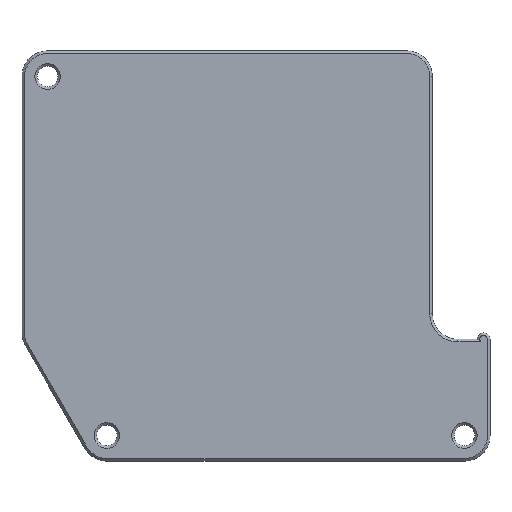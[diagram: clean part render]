
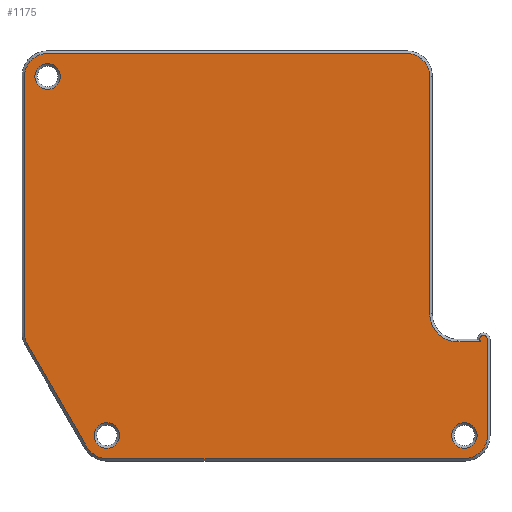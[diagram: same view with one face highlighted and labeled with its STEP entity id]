
A CAD part, top view. The second image highlights one B-rep face of the part: STEP entity #1175.
In plain terms, the highlighted planar face has unit normal (0, 0, 1).
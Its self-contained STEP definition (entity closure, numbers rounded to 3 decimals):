
#449 = VERTEX_POINT('',#450);
#450 = CARTESIAN_POINT('',(30.6,-10.,5.));
#456 = EDGE_CURVE('',#449,#457,#459,.T.);
#457 = VERTEX_POINT('',#458);
#458 = CARTESIAN_POINT('',(30.6,27.,5.));
#459 = LINE('',#460,#461);
#460 = CARTESIAN_POINT('',(30.6,-10.,5.));
#461 = VECTOR('',#462,1.);
#462 = DIRECTION('',(0.,1.,0.));
#1041 = VERTEX_POINT('',#1042);
#1042 = CARTESIAN_POINT('',(35.,-14.4,5.));
#1048 = EDGE_CURVE('',#1041,#449,#1049,.T.);
#1049 = CIRCLE('',#1050,4.4);
#1050 = AXIS2_PLACEMENT_3D('',#1051,#1052,#1053);
#1051 = CARTESIAN_POINT('',(35.,-10.,5.));
#1052 = DIRECTION('',(-0.,-0.,-1.));
#1053 = DIRECTION('',(0.,-1.,0.));
#1175 = ADVANCED_FACE('',(#1176,#1280,#1291,#1302),#1313,.T.);
#1176 = FACE_BOUND('',#1177,.T.);
#1177 = EDGE_LOOP('',(#1178,#1186,#1187,#1188,#1197,#1205,#1214,#1222,
    #1231,#1239,#1248,#1256,#1265,#1273));
#1178 = ORIENTED_EDGE('',*,*,#1179,.T.);
#1179 = EDGE_CURVE('',#1180,#1041,#1182,.T.);
#1180 = VERTEX_POINT('',#1181);
#1181 = CARTESIAN_POINT('',(38.553,-14.4,5.));
#1182 = LINE('',#1183,#1184);
#1183 = CARTESIAN_POINT('',(38.,-14.4,5.));
#1184 = VECTOR('',#1185,1.);
#1185 = DIRECTION('',(-1.,0.,0.));
#1186 = ORIENTED_EDGE('',*,*,#1048,.T.);
#1187 = ORIENTED_EDGE('',*,*,#456,.T.);
#1188 = ORIENTED_EDGE('',*,*,#1189,.T.);
#1189 = EDGE_CURVE('',#457,#1190,#1192,.T.);
#1190 = VERTEX_POINT('',#1191);
#1191 = CARTESIAN_POINT('',(27.,30.6,5.));
#1192 = CIRCLE('',#1193,3.6);
#1193 = AXIS2_PLACEMENT_3D('',#1194,#1195,#1196);
#1194 = CARTESIAN_POINT('',(27.,27.,5.));
#1195 = DIRECTION('',(0.,0.,1.));
#1196 = DIRECTION('',(1.,0.,0.));
#1197 = ORIENTED_EDGE('',*,*,#1198,.T.);
#1198 = EDGE_CURVE('',#1190,#1199,#1201,.T.);
#1199 = VERTEX_POINT('',#1200);
#1200 = CARTESIAN_POINT('',(-29.,30.6,5.));
#1201 = LINE('',#1202,#1203);
#1202 = CARTESIAN_POINT('',(27.,30.6,5.));
#1203 = VECTOR('',#1204,1.);
#1204 = DIRECTION('',(-1.,0.,0.));
#1205 = ORIENTED_EDGE('',*,*,#1206,.T.);
#1206 = EDGE_CURVE('',#1199,#1207,#1209,.T.);
#1207 = VERTEX_POINT('',#1208);
#1208 = CARTESIAN_POINT('',(-32.6,27.,5.));
#1209 = CIRCLE('',#1210,3.6);
#1210 = AXIS2_PLACEMENT_3D('',#1211,#1212,#1213);
#1211 = CARTESIAN_POINT('',(-29.,27.,5.));
#1212 = DIRECTION('',(0.,-0.,1.));
#1213 = DIRECTION('',(0.,1.,0.));
#1214 = ORIENTED_EDGE('',*,*,#1215,.T.);
#1215 = EDGE_CURVE('',#1207,#1216,#1218,.T.);
#1216 = VERTEX_POINT('',#1217);
#1217 = CARTESIAN_POINT('',(-32.6,-13.,5.));
#1218 = LINE('',#1219,#1220);
#1219 = CARTESIAN_POINT('',(-32.6,27.,5.));
#1220 = VECTOR('',#1221,1.);
#1221 = DIRECTION('',(0.,-1.,0.));
#1222 = ORIENTED_EDGE('',*,*,#1223,.T.);
#1223 = EDGE_CURVE('',#1216,#1224,#1226,.T.);
#1224 = VERTEX_POINT('',#1225);
#1225 = CARTESIAN_POINT('',(-32.118,-14.8,5.));
#1226 = CIRCLE('',#1227,3.6);
#1227 = AXIS2_PLACEMENT_3D('',#1228,#1229,#1230);
#1228 = CARTESIAN_POINT('',(-29.,-13.,5.));
#1229 = DIRECTION('',(0.,0.,1.));
#1230 = DIRECTION('',(-1.,0.,0.));
#1231 = ORIENTED_EDGE('',*,*,#1232,.T.);
#1232 = EDGE_CURVE('',#1224,#1233,#1235,.T.);
#1233 = VERTEX_POINT('',#1234);
#1234 = CARTESIAN_POINT('',(-22.88,-30.8,5.));
#1235 = LINE('',#1236,#1237);
#1236 = CARTESIAN_POINT('',(-32.118,-14.8,5.));
#1237 = VECTOR('',#1238,1.);
#1238 = DIRECTION('',(0.5,-0.866,0.));
#1239 = ORIENTED_EDGE('',*,*,#1240,.T.);
#1240 = EDGE_CURVE('',#1233,#1241,#1243,.T.);
#1241 = VERTEX_POINT('',#1242);
#1242 = CARTESIAN_POINT('',(-19.762,-32.6,5.));
#1243 = CIRCLE('',#1244,3.6);
#1244 = AXIS2_PLACEMENT_3D('',#1245,#1246,#1247);
#1245 = CARTESIAN_POINT('',(-19.762,-29.,5.));
#1246 = DIRECTION('',(0.,0.,1.));
#1247 = DIRECTION('',(-0.866,-0.5,0.));
#1248 = ORIENTED_EDGE('',*,*,#1249,.T.);
#1249 = EDGE_CURVE('',#1241,#1250,#1252,.T.);
#1250 = VERTEX_POINT('',#1251);
#1251 = CARTESIAN_POINT('',(36.,-32.6,5.));
#1252 = LINE('',#1253,#1254);
#1253 = CARTESIAN_POINT('',(-19.762,-32.6,5.));
#1254 = VECTOR('',#1255,1.);
#1255 = DIRECTION('',(1.,0.,0.));
#1256 = ORIENTED_EDGE('',*,*,#1257,.T.);
#1257 = EDGE_CURVE('',#1250,#1258,#1260,.T.);
#1258 = VERTEX_POINT('',#1259);
#1259 = CARTESIAN_POINT('',(39.6,-29.,5.));
#1260 = CIRCLE('',#1261,3.6);
#1261 = AXIS2_PLACEMENT_3D('',#1262,#1263,#1264);
#1262 = CARTESIAN_POINT('',(36.,-29.,5.));
#1263 = DIRECTION('',(-0.,0.,1.));
#1264 = DIRECTION('',(0.,-1.,0.));
#1265 = ORIENTED_EDGE('',*,*,#1266,.T.);
#1266 = EDGE_CURVE('',#1258,#1267,#1269,.T.);
#1267 = VERTEX_POINT('',#1268);
#1268 = CARTESIAN_POINT('',(39.6,-14.,5.));
#1269 = LINE('',#1270,#1271);
#1270 = CARTESIAN_POINT('',(39.6,-29.,5.));
#1271 = VECTOR('',#1272,1.);
#1272 = DIRECTION('',(0.,1.,0.));
#1273 = ORIENTED_EDGE('',*,*,#1274,.T.);
#1274 = EDGE_CURVE('',#1267,#1180,#1275,.T.);
#1275 = CIRCLE('',#1276,0.6);
#1276 = AXIS2_PLACEMENT_3D('',#1277,#1278,#1279);
#1277 = CARTESIAN_POINT('',(39.,-14.,5.));
#1278 = DIRECTION('',(0.,0.,1.));
#1279 = DIRECTION('',(1.,0.,0.));
#1280 = FACE_BOUND('',#1281,.T.);
#1281 = EDGE_LOOP('',(#1282));
#1282 = ORIENTED_EDGE('',*,*,#1283,.F.);
#1283 = EDGE_CURVE('',#1284,#1284,#1286,.T.);
#1284 = VERTEX_POINT('',#1285);
#1285 = CARTESIAN_POINT('',(-27.,27.,5.));
#1286 = CIRCLE('',#1287,2.);
#1287 = AXIS2_PLACEMENT_3D('',#1288,#1289,#1290);
#1288 = CARTESIAN_POINT('',(-29.,27.,5.));
#1289 = DIRECTION('',(0.,0.,1.));
#1290 = DIRECTION('',(1.,0.,0.));
#1291 = FACE_BOUND('',#1292,.T.);
#1292 = EDGE_LOOP('',(#1293));
#1293 = ORIENTED_EDGE('',*,*,#1294,.F.);
#1294 = EDGE_CURVE('',#1295,#1295,#1297,.T.);
#1295 = VERTEX_POINT('',#1296);
#1296 = CARTESIAN_POINT('',(38.,-29.,5.));
#1297 = CIRCLE('',#1298,2.);
#1298 = AXIS2_PLACEMENT_3D('',#1299,#1300,#1301);
#1299 = CARTESIAN_POINT('',(36.,-29.,5.));
#1300 = DIRECTION('',(0.,0.,1.));
#1301 = DIRECTION('',(1.,0.,0.));
#1302 = FACE_BOUND('',#1303,.T.);
#1303 = EDGE_LOOP('',(#1304));
#1304 = ORIENTED_EDGE('',*,*,#1305,.F.);
#1305 = EDGE_CURVE('',#1306,#1306,#1308,.T.);
#1306 = VERTEX_POINT('',#1307);
#1307 = CARTESIAN_POINT('',(-17.762,-29.,5.));
#1308 = CIRCLE('',#1309,2.);
#1309 = AXIS2_PLACEMENT_3D('',#1310,#1311,#1312);
#1310 = CARTESIAN_POINT('',(-19.762,-29.,5.));
#1311 = DIRECTION('',(0.,0.,1.));
#1312 = DIRECTION('',(1.,0.,0.));
#1313 = PLANE('',#1314);
#1314 = AXIS2_PLACEMENT_3D('',#1315,#1316,#1317);
#1315 = CARTESIAN_POINT('',(3.106,-1.581,5.));
#1316 = DIRECTION('',(0.,0.,1.));
#1317 = DIRECTION('',(1.,0.,0.));
